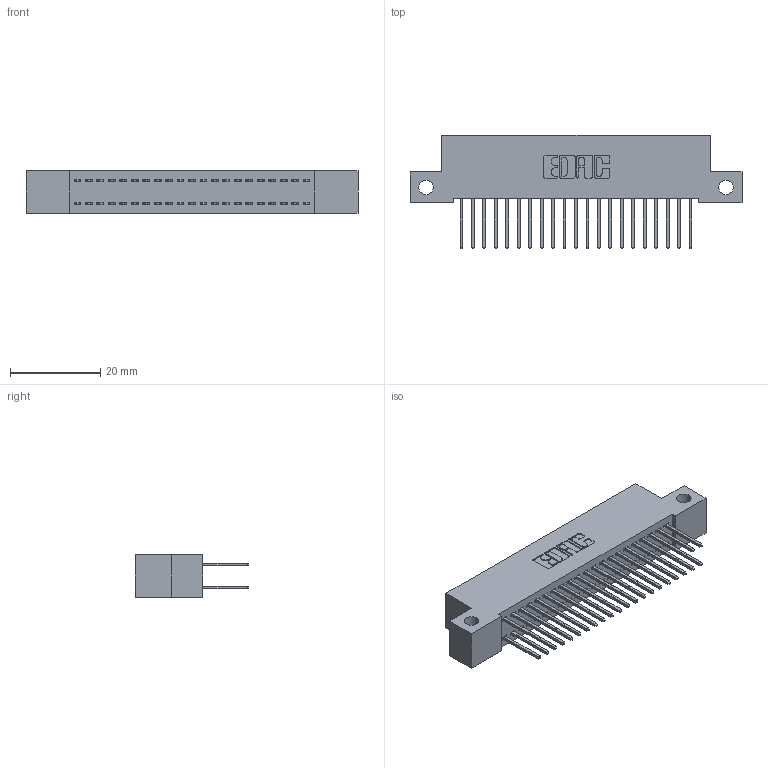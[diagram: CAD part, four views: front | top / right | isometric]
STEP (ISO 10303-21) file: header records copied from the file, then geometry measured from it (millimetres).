
FILE_DESCRIPTION (( 'STEP AP203' ), '1' );
FILE_NAME ('342-042-523-212.STEP', '2018-08-12T02:35:48', ( '' ), ( '' ), 'SwSTEP 2.0', 'SolidWorks 2016', '' );
FILE_SCHEMA (( 'CONFIG_CONTROL_DESIGN' ));
Length unit declared in the file: inch
Products named in the file (3): 342 Part_Side Mount; 345-292-001_345-293-123; 342-042-523-212
Assembly tree (43 placements, depth 2):
  342-042-523-212
    342 Part_Side Mount
    345-292-001_345-293-123  x42
Bounding box: 73.66 x 25.15 x 9.4 mm (x, y, z)
Volume: 6531.1 mm3; surface area: 10320 mm2
Topology: 43 solids, 43 shells, 2294 faces, 6809 edges, 4482 vertices
Faces by surface type: plane 1578, cylinder 716
Entity records: 16115 total; most frequent: CARTESIAN_POINT 2694, ORIENTED_EDGE 2630, DIRECTION 2339, EDGE_CURVE 1315, LINE 1187, VECTOR 1187, VERTEX_POINT 874, AXIS2_PLACEMENT_3D 576
